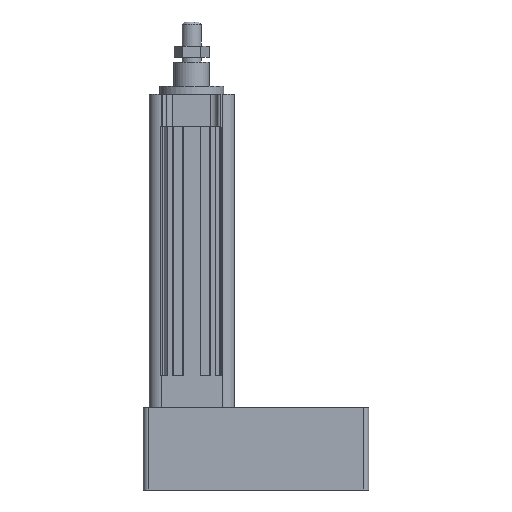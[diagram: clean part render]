
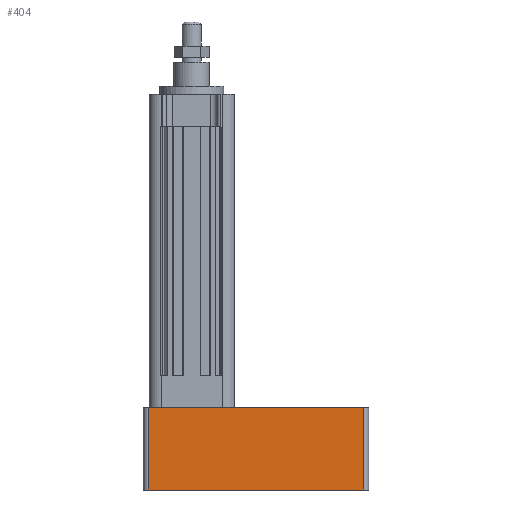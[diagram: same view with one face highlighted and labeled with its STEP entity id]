
A CAD part, front view. The second image highlights one B-rep face of the part: STEP entity #404.
In plain terms, the highlighted planar face has unit normal (0, -1, 0).
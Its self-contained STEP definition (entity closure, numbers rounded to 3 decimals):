
#56 = DIRECTION ( 'NONE',  ( 0., 0., 1. ) ) ;
#275 = CARTESIAN_POINT ( 'NONE',  ( 107., -30.404, -20. ) ) ;
#404 = ADVANCED_FACE ( 'NONE', ( #2782 ), #1672, .F. ) ;
#647 = VECTOR ( 'NONE', #4379, 1000. ) ;
#860 = VERTEX_POINT ( 'NONE', #5202 ) ;
#1084 = LINE ( 'NONE', #275, #647 ) ;
#1382 = LINE ( 'NONE', #5408, #5914 ) ;
#1672 = PLANE ( 'NONE',  #2786 ) ;
#1731 = DIRECTION ( 'NONE',  ( -1., 0., 0. ) ) ;
#1808 = EDGE_CURVE ( 'NONE', #3303, #860, #3144, .T. ) ;
#1819 = VERTEX_POINT ( 'NONE', #3833 ) ;
#1874 = VECTOR ( 'NONE', #1731, 1000. ) ;
#1961 = LINE ( 'NONE', #2767, #1874 ) ;
#2266 = CARTESIAN_POINT ( 'NONE',  ( 107., -30.404, -71. ) ) ;
#2690 = ORIENTED_EDGE ( 'NONE', *, *, #1808, .T. ) ;
#2767 = CARTESIAN_POINT ( 'NONE',  ( 107., -30.404, -71. ) ) ;
#2782 = FACE_OUTER_BOUND ( 'NONE', #3922, .T. ) ;
#2786 = AXIS2_PLACEMENT_3D ( 'NONE', #4498, #5452, #6147 ) ;
#2830 = EDGE_CURVE ( 'NONE', #860, #1819, #1084, .T. ) ;
#2916 = ORIENTED_EDGE ( 'NONE', *, *, #4361, .F. ) ;
#2999 = VECTOR ( 'NONE', #56, 1000. ) ;
#3078 = ORIENTED_EDGE ( 'NONE', *, *, #6498, .F. ) ;
#3140 = ORIENTED_EDGE ( 'NONE', *, *, #2830, .T. ) ;
#3144 = LINE ( 'NONE', #6113, #2999 ) ;
#3303 = VERTEX_POINT ( 'NONE', #2266 ) ;
#3833 = CARTESIAN_POINT ( 'NONE',  ( -27., -30.404, -20. ) ) ;
#3922 = EDGE_LOOP ( 'NONE', ( #3140, #3078, #2916, #2690 ) ) ;
#3968 = VERTEX_POINT ( 'NONE', #5031 ) ;
#4361 = EDGE_CURVE ( 'NONE', #3303, #3968, #1961, .T. ) ;
#4379 = DIRECTION ( 'NONE',  ( -1., 0., 0. ) ) ;
#4498 = CARTESIAN_POINT ( 'NONE',  ( 107., -30.404, -71. ) ) ;
#5031 = CARTESIAN_POINT ( 'NONE',  ( -27., -30.404, -71. ) ) ;
#5202 = CARTESIAN_POINT ( 'NONE',  ( 107., -30.404, -20. ) ) ;
#5408 = CARTESIAN_POINT ( 'NONE',  ( -27., -30.404, -71. ) ) ;
#5452 = DIRECTION ( 'NONE',  ( 0., 1., 0. ) ) ;
#5547 = DIRECTION ( 'NONE',  ( 0., 0., 1. ) ) ;
#5914 = VECTOR ( 'NONE', #5547, 1000. ) ;
#6113 = CARTESIAN_POINT ( 'NONE',  ( 107., -30.404, -71. ) ) ;
#6147 = DIRECTION ( 'NONE',  ( 0., 0., 1. ) ) ;
#6498 = EDGE_CURVE ( 'NONE', #3968, #1819, #1382, .T. ) ;
